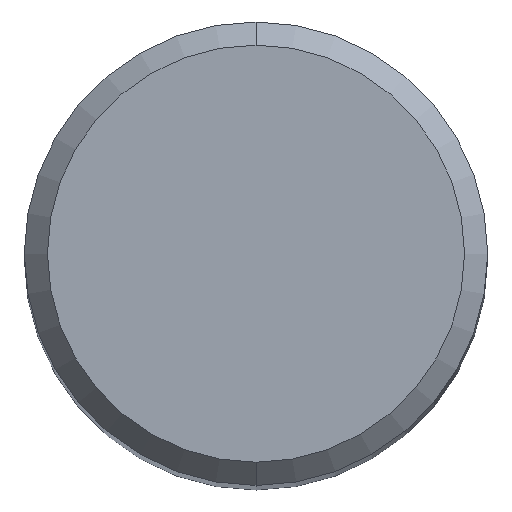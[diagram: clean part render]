
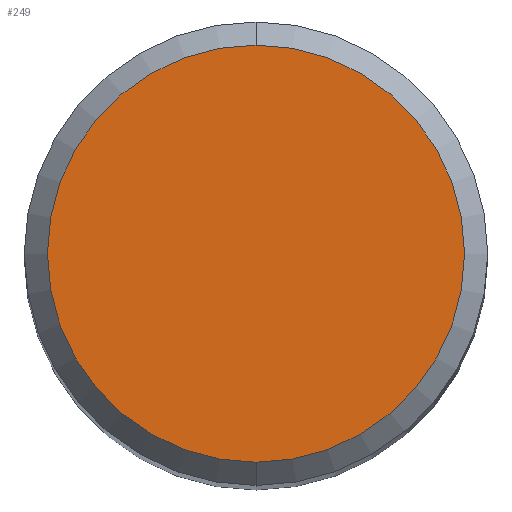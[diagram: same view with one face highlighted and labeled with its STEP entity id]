
A CAD part, top view. The second image highlights one B-rep face of the part: STEP entity #249.
In plain terms, the highlighted planar face has unit normal (0, 0, 1).
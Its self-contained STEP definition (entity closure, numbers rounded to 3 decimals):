
#189=EDGE_CURVE('',#281,#315,#497,.T.);
#205=EDGE_CURVE('',#315,#281,#514,.T.);
#249=ADVANCED_FACE('',(#562),#563,.T.);
#281=VERTEX_POINT('',#599);
#315=VERTEX_POINT('',#638);
#497=CIRCLE('',#849,4.5);
#514=CIRCLE('',#913,4.5);
#562=FACE_OUTER_BOUND('',#1032,.T.);
#563=PLANE('',#1033);
#599=CARTESIAN_POINT('',(0.0,4.5,0.0));
#638=CARTESIAN_POINT('',(0.,-4.5,0.0));
#849=AXIS2_PLACEMENT_3D('',#1490,#1491,#1492);
#913=AXIS2_PLACEMENT_3D('',#1506,#1507,#1508);
#1032=EDGE_LOOP('',(#1554,#1555));
#1033=AXIS2_PLACEMENT_3D('',#1556,#1557,#1558);
#1490=CARTESIAN_POINT('',(0.0,0.0,0.0));
#1491=DIRECTION('',(0.0,0.0,-1.0));
#1492=DIRECTION('',(0.0,1.0,0.0));
#1506=CARTESIAN_POINT('',(0.0,0.0,0.0));
#1507=DIRECTION('',(0.0,0.0,-1.0));
#1508=DIRECTION('',(0.0,1.0,0.0));
#1554=ORIENTED_EDGE('',*,*,#189,.F.);
#1555=ORIENTED_EDGE('',*,*,#205,.F.);
#1556=CARTESIAN_POINT('',(0.0,2.25,0.0));
#1557=DIRECTION('',(-0.0,0.0,1.0));
#1558=DIRECTION('',(0.0,-1.0,0.0));
